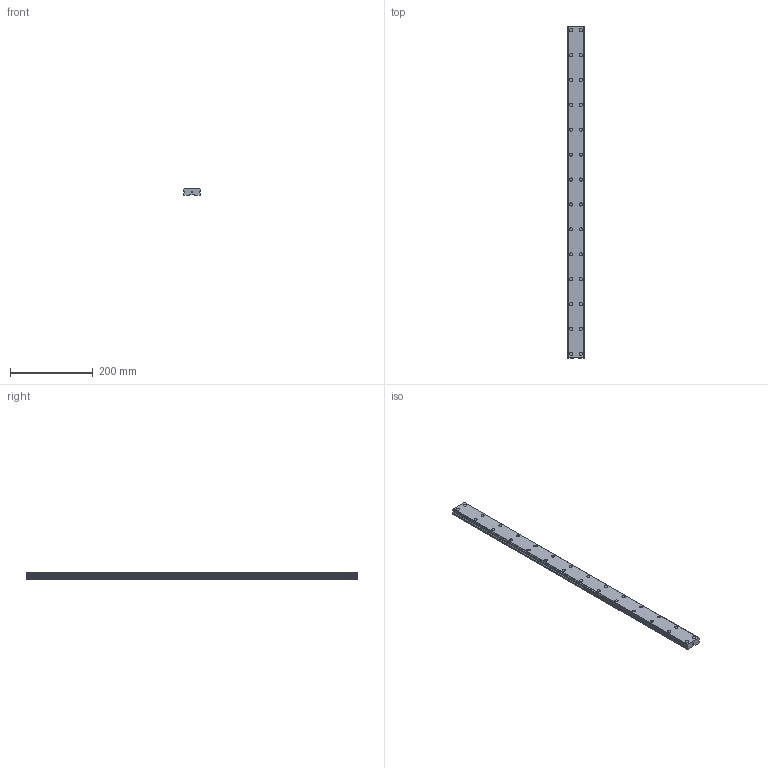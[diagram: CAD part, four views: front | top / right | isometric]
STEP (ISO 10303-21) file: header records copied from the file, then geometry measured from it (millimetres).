
FILE_DESCRIPTION(('STEP AP214'),'1');
FILE_NAME('cctmp_E775A904-9E23-43F3-9153-6F17CAD0282E_2021_03_04_12_29_03_0372..stp','2021-03-04T11:29:03',('HIWIN GmbH'),('CADClick - www.CADClick.com'),'Spatial InterOp 3D',' ','unknown authorization');
FILE_SCHEMA(('AUTOMOTIVE_DESIGN'));
Length unit declared in the file: millimetre
Products named in the file (1): WER27R800H_FILE
Bounding box: 42 x 800 x 15 mm (x, y, z)
Volume: 465157.2 mm3; surface area: 101910.4 mm2
Topology: 1 solids, 1 shells, 355 faces, 795 edges, 530 vertices
Faces by surface type: cylinder 186, plane 169
Entity records: 12885 total; most frequent: DIRECTION 1879, CARTESIAN_POINT 1681, ORIENTED_EDGE 1590, EDGE_CURVE 795, AXIS2_PLACEMENT_3D 728, VERTEX_POINT 530, EDGE_LOOP 443, LINE 423
